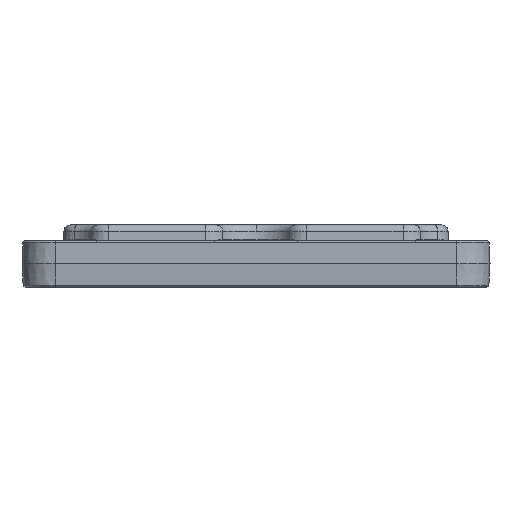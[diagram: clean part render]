
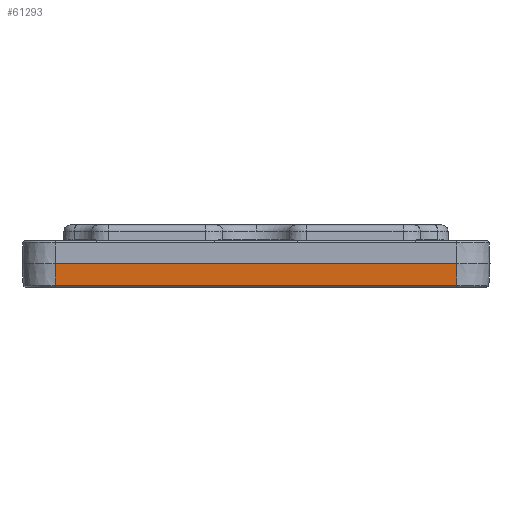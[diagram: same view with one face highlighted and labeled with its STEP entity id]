
A CAD part, left-side view. The second image highlights one B-rep face of the part: STEP entity #61293.
In plain terms, the highlighted planar face has unit normal (-0.999, 0, -0.052).
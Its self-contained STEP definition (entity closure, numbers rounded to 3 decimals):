
#696 = ORIENTED_EDGE ( 'NONE', *, *, #20534, .T. ) ;
#1633 = DIRECTION ( 'NONE',  ( -0.052, 0., 0.999 ) ) ;
#3721 = CARTESIAN_POINT ( 'NONE',  ( -118., -30., 0.014 ) ) ;
#4443 = LINE ( 'NONE', #66139, #66207 ) ;
#4602 = VERTEX_POINT ( 'NONE', #64820 ) ;
#4826 = EDGE_CURVE ( 'NONE', #20292, #45047, #7067, .T. ) ;
#6747 = VERTEX_POINT ( 'NONE', #33761 ) ;
#7067 = LINE ( 'NONE', #51358, #17353 ) ;
#10245 = DIRECTION ( 'NONE',  ( 0., -1., 0. ) ) ;
#10248 = DIRECTION ( 'NONE',  ( 0., -1., 0. ) ) ;
#17353 = VECTOR ( 'NONE', #1633, 1000. ) ;
#20292 = VERTEX_POINT ( 'NONE', #22292 ) ;
#20534 = EDGE_CURVE ( 'NONE', #20292, #4602, #60327, .T. ) ;
#22292 = CARTESIAN_POINT ( 'NONE',  ( -117.831, 30., -3.202 ) ) ;
#27542 = ORIENTED_EDGE ( 'NONE', *, *, #63838, .F. ) ;
#30299 = CARTESIAN_POINT ( 'NONE',  ( -118., 30., 0.014 ) ) ;
#31008 = PLANE ( 'NONE',  #65225 ) ;
#33761 = CARTESIAN_POINT ( 'NONE',  ( -118., -30., 0.014 ) ) ;
#39425 = VECTOR ( 'NONE', #10245, 1000. ) ;
#42203 = DIRECTION ( 'NONE',  ( -0.052, 0., 0.999 ) ) ;
#45047 = VERTEX_POINT ( 'NONE', #51807 ) ;
#45944 = FACE_OUTER_BOUND ( 'NONE', #65372, .T. ) ;
#51358 = CARTESIAN_POINT ( 'NONE',  ( -118., 30., 0.014 ) ) ;
#51807 = CARTESIAN_POINT ( 'NONE',  ( -118., 30., 0.014 ) ) ;
#53097 = LINE ( 'NONE', #3721, #54667 ) ;
#54354 = ORIENTED_EDGE ( 'NONE', *, *, #58150, .T. ) ;
#54667 = VECTOR ( 'NONE', #42203, 1000. ) ;
#58150 = EDGE_CURVE ( 'NONE', #4602, #6747, #53097, .T. ) ;
#60327 = LINE ( 'NONE', #66508, #39425 ) ;
#61293 = ADVANCED_FACE ( 'NONE', ( #45944 ), #31008, .T. ) ;
#63345 = DIRECTION ( 'NONE',  ( -0.052, 0., 0.999 ) ) ;
#63838 = EDGE_CURVE ( 'NONE', #45047, #6747, #4443, .T. ) ;
#64135 = ORIENTED_EDGE ( 'NONE', *, *, #4826, .F. ) ;
#64820 = CARTESIAN_POINT ( 'NONE',  ( -117.831, -30., -3.202 ) ) ;
#65225 = AXIS2_PLACEMENT_3D ( 'NONE', #30299, #69144, #63345 ) ;
#65372 = EDGE_LOOP ( 'NONE', ( #64135, #696, #54354, #27542 ) ) ;
#66139 = CARTESIAN_POINT ( 'NONE',  ( -118., 30., 0.014 ) ) ;
#66207 = VECTOR ( 'NONE', #10248, 1000. ) ;
#66508 = CARTESIAN_POINT ( 'NONE',  ( -117.831, -30., -3.202 ) ) ;
#69144 = DIRECTION ( 'NONE',  ( -0.999, 0., -0.052 ) ) ;
